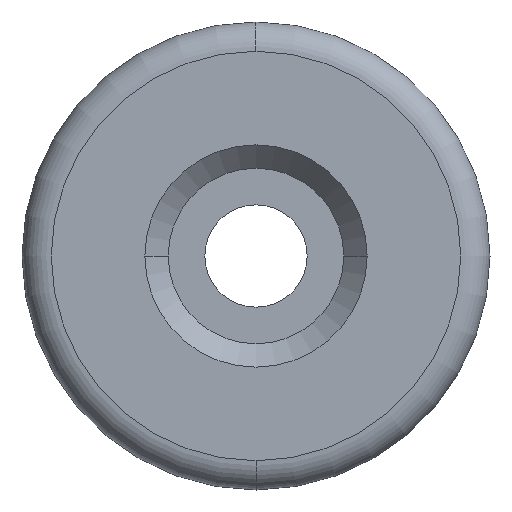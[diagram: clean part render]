
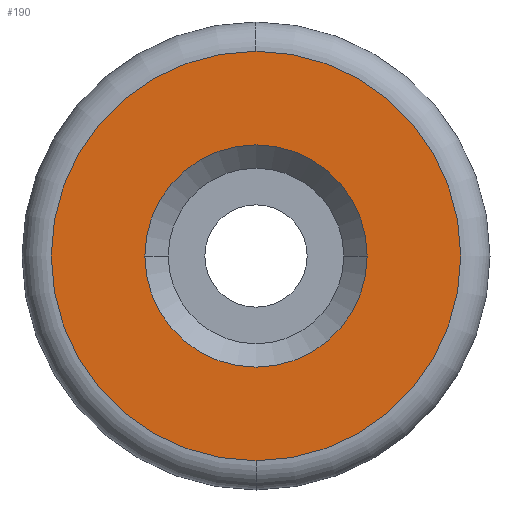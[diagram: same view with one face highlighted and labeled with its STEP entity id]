
A CAD part, front view. The second image highlights one B-rep face of the part: STEP entity #190.
In plain terms, the highlighted planar face has unit normal (0, -1, 0).
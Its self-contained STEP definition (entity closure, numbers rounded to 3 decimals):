
#190=ADVANCED_FACE('',(#379,#380),#381,.T.);
#379=FACE_BOUND('',#560,.T.);
#380=FACE_OUTER_BOUND('',#561,.T.);
#381=PLANE('',#562);
#560=EDGE_LOOP('',(#1018,#1019));
#561=EDGE_LOOP('',(#1020,#1021,#1022));
#562=AXIS2_PLACEMENT_3D('',#1023,#1024,#1025);
#1018=ORIENTED_EDGE('',*,*,#1199,.T.);
#1019=ORIENTED_EDGE('',*,*,#1129,.T.);
#1020=ORIENTED_EDGE('',*,*,#1184,.F.);
#1021=ORIENTED_EDGE('',*,*,#1183,.F.);
#1022=ORIENTED_EDGE('',*,*,#1049,.F.);
#1023=CARTESIAN_POINT('',(7.0,0.,0.0));
#1024=DIRECTION('',(0.,-1.0,-0.0));
#1025=DIRECTION('',(-1.0,0.,0.0));
#1049=EDGE_CURVE('',#1241,#1234,#1243,.T.);
#1129=EDGE_CURVE('',#1363,#1365,#1367,.T.);
#1183=EDGE_CURVE('',#1234,#1426,#1427,.T.);
#1184=EDGE_CURVE('',#1426,#1241,#1428,.T.);
#1199=EDGE_CURVE('',#1365,#1363,#1443,.T.);
#1234=VERTEX_POINT('',#1526);
#1241=VERTEX_POINT('',#1533);
#1243=CIRCLE('',#1535,14.0);
#1363=VERTEX_POINT('',#1859);
#1365=VERTEX_POINT('',#1862);
#1367=CIRCLE('',#1865,7.6);
#1426=VERTEX_POINT('',#1959);
#1427=CIRCLE('',#1960,14.0);
#1428=CIRCLE('',#1961,14.0);
#1443=CIRCLE('',#1987,7.6);
#1526=CARTESIAN_POINT('',(0.,0.,14.0));
#1533=CARTESIAN_POINT('',(0.,0.,-14.0));
#1535=AXIS2_PLACEMENT_3D('',#2023,#2024,#2025);
#1859=CARTESIAN_POINT('',(7.6,0.,0.));
#1862=CARTESIAN_POINT('',(-7.6,0.,0.));
#1865=AXIS2_PLACEMENT_3D('',#2123,#2124,#2125);
#1959=CARTESIAN_POINT('',(14.0,0.,0.0));
#1960=AXIS2_PLACEMENT_3D('',#2190,#2191,#2192);
#1961=AXIS2_PLACEMENT_3D('',#2193,#2194,#2195);
#1987=AXIS2_PLACEMENT_3D('',#2199,#2200,#2201);
#2023=CARTESIAN_POINT('',(0.0,0.,0.0));
#2024=DIRECTION('',(-0.0,1.0,0.0));
#2025=DIRECTION('',(1.0,0.0,0.0));
#2123=CARTESIAN_POINT('',(0.0,0.,0.0));
#2124=DIRECTION('',(0.,1.0,0.0));
#2125=DIRECTION('',(1.0,0.,0.0));
#2190=CARTESIAN_POINT('',(0.0,0.,0.0));
#2191=DIRECTION('',(-0.0,1.0,0.0));
#2192=DIRECTION('',(1.0,0.0,0.0));
#2193=CARTESIAN_POINT('',(0.0,0.,0.0));
#2194=DIRECTION('',(-0.0,1.0,0.0));
#2195=DIRECTION('',(1.0,0.0,0.0));
#2199=CARTESIAN_POINT('',(0.0,0.,0.0));
#2200=DIRECTION('',(0.,1.0,0.0));
#2201=DIRECTION('',(1.0,0.,0.0));
